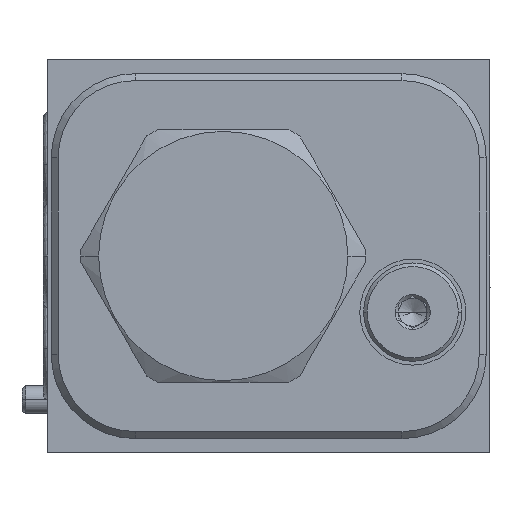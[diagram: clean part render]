
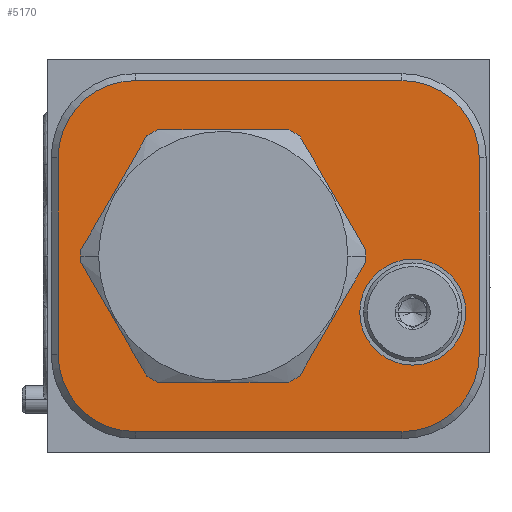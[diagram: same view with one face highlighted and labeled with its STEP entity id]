
A CAD part, front view. The second image highlights one B-rep face of the part: STEP entity #5170.
In plain terms, the highlighted planar face has unit normal (0, -1, 0).
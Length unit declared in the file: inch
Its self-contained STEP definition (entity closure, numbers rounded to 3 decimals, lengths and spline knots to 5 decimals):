
#915=CARTESIAN_POINT('',(0.781,-5.5,0.875));
#916=DIRECTION('',(0.,1.,0.));
#917=DIRECTION('',(0.,0.,-1.));
#918=AXIS2_PLACEMENT_3D('',#915,#916,#917);
#920=CARTESIAN_POINT('',(0.781,-5.5,0.875));
#921=DIRECTION('',(0.,1.,0.));
#922=DIRECTION('',(0.,0.,1.));
#923=AXIS2_PLACEMENT_3D('',#920,#921,#922);
#925=CARTESIAN_POINT('',(1.625,-5.5,0.625));
#926=DIRECTION('',(0.,1.,0.));
#927=DIRECTION('',(0.,0.,-1.));
#928=AXIS2_PLACEMENT_3D('',#925,#926,#927);
#930=CARTESIAN_POINT('',(1.625,-5.5,0.625));
#931=DIRECTION('',(0.,1.,0.));
#932=DIRECTION('',(0.,0.,1.));
#933=AXIS2_PLACEMENT_3D('',#930,#931,#932);
#2740=CARTESIAN_POINT('',(1.577,-5.5,0.437));
#2741=DIRECTION('',(0.,1.,0.));
#2742=DIRECTION('',(1.,0.,0.));
#2743=AXIS2_PLACEMENT_3D('',#2740,#2741,#2742);
#2754=DIRECTION('',(0.,0.,-1.));
#2755=VECTOR('',#2754,0.875);
#2756=CARTESIAN_POINT('',(1.921,-5.5,1.312));
#2757=LINE('',#2756,#2755);
#2766=CARTESIAN_POINT('',(1.577,-5.5,1.312));
#2767=DIRECTION('',(0.,1.,0.));
#2768=DIRECTION('',(0.,0.,1.));
#2769=AXIS2_PLACEMENT_3D('',#2766,#2767,#2768);
#2780=DIRECTION('',(1.,0.,0.));
#2781=VECTOR('',#2780,1.187);
#2782=CARTESIAN_POINT('',(0.39,-5.5,1.656));
#2783=LINE('',#2782,#2781);
#2792=CARTESIAN_POINT('',(0.39,-5.5,1.312));
#2793=DIRECTION('',(0.,1.,0.));
#2794=DIRECTION('',(-1.,0.,0.));
#2795=AXIS2_PLACEMENT_3D('',#2792,#2793,#2794);
#2806=DIRECTION('',(0.,0.,1.));
#2807=VECTOR('',#2806,0.875);
#2808=CARTESIAN_POINT('',(0.046,-5.5,0.437));
#2809=LINE('',#2808,#2807);
#2814=CARTESIAN_POINT('',(0.39,-5.5,0.437));
#2815=DIRECTION('',(0.,1.,0.));
#2816=DIRECTION('',(0.,0.,-1.));
#2817=AXIS2_PLACEMENT_3D('',#2814,#2815,#2816);
#2832=DIRECTION('',(-1.,0.,0.));
#2833=VECTOR('',#2832,1.187);
#2834=CARTESIAN_POINT('',(1.577,-5.5,0.093));
#2835=LINE('',#2834,#2833);
#3849=CARTESIAN_POINT('',(0.781,-5.5,0.335));
#3850=CARTESIAN_POINT('',(0.781,-5.5,1.415));
#3851=VERTEX_POINT('',#3849);
#3852=VERTEX_POINT('',#3850);
#3885=CARTESIAN_POINT('',(1.625,-5.5,0.389));
#3886=CARTESIAN_POINT('',(1.625,-5.5,0.861));
#3887=VERTEX_POINT('',#3885);
#3888=VERTEX_POINT('',#3886);
#3924=CARTESIAN_POINT('',(0.046,-5.5,0.437));
#3925=CARTESIAN_POINT('',(0.046,-5.5,1.312));
#3926=VERTEX_POINT('',#3924);
#3927=VERTEX_POINT('',#3925);
#3932=CARTESIAN_POINT('',(0.39,-5.5,1.656));
#3933=VERTEX_POINT('',#3932);
#3936=CARTESIAN_POINT('',(1.577,-5.5,1.656));
#3937=VERTEX_POINT('',#3936);
#3940=CARTESIAN_POINT('',(1.921,-5.5,1.312));
#3941=VERTEX_POINT('',#3940);
#3944=CARTESIAN_POINT('',(1.921,-5.5,0.437));
#3945=VERTEX_POINT('',#3944);
#3948=CARTESIAN_POINT('',(1.577,-5.5,0.093));
#3949=VERTEX_POINT('',#3948);
#3952=CARTESIAN_POINT('',(0.39,-5.5,0.093));
#3953=VERTEX_POINT('',#3952);
#5136=CARTESIAN_POINT('',(0.,-5.5,0.));
#5137=DIRECTION('',(0.,-1.,0.));
#5138=DIRECTION('',(1.,0.,0.));
#5139=AXIS2_PLACEMENT_3D('',#5136,#5137,#5138);
#5140=PLANE('',#5139);
#5142=ORIENTED_EDGE('',*,*,#5141,.T.);
#5144=ORIENTED_EDGE('',*,*,#5143,.T.);
#5146=ORIENTED_EDGE('',*,*,#5145,.T.);
#5148=ORIENTED_EDGE('',*,*,#5147,.T.);
#5150=ORIENTED_EDGE('',*,*,#5149,.T.);
#5152=ORIENTED_EDGE('',*,*,#5151,.T.);
#5154=ORIENTED_EDGE('',*,*,#5153,.T.);
#5156=ORIENTED_EDGE('',*,*,#5155,.T.);
#5157=EDGE_LOOP('',(#5142,#5144,#5146,#5148,#5150,#5152,#5154,#5156));
#5158=FACE_OUTER_BOUND('',#5157,.F.);
#5160=ORIENTED_EDGE('',*,*,#5159,.F.);
#5162=ORIENTED_EDGE('',*,*,#5161,.F.);
#5163=EDGE_LOOP('',(#5160,#5162));
#5164=FACE_BOUND('',#5163,.F.);
#5166=ORIENTED_EDGE('',*,*,#5165,.F.);
#5167=ORIENTED_EDGE('',*,*,#5126,.F.);
#5168=EDGE_LOOP('',(#5166,#5167));
#5169=FACE_BOUND('',#5168,.F.);
#5170=ADVANCED_FACE('',(#5158,#5164,#5169),#5140,.T.);
#919=CIRCLE('',#918,0.54);
#924=CIRCLE('',#923,0.54);
#929=CIRCLE('',#928,0.236);
#934=CIRCLE('',#933,0.236);
#2744=CIRCLE('',#2743,0.344);
#2770=CIRCLE('',#2769,0.344);
#2796=CIRCLE('',#2795,0.344);
#2818=CIRCLE('',#2817,0.344);
#5126=EDGE_CURVE('',#3852,#3851,#924,.T.);
#5141=EDGE_CURVE('',#3945,#3949,#2744,.T.);
#5143=EDGE_CURVE('',#3949,#3953,#2835,.T.);
#5145=EDGE_CURVE('',#3953,#3926,#2818,.T.);
#5147=EDGE_CURVE('',#3926,#3927,#2809,.T.);
#5149=EDGE_CURVE('',#3927,#3933,#2796,.T.);
#5151=EDGE_CURVE('',#3933,#3937,#2783,.T.);
#5153=EDGE_CURVE('',#3937,#3941,#2770,.T.);
#5155=EDGE_CURVE('',#3941,#3945,#2757,.T.);
#5159=EDGE_CURVE('',#3887,#3888,#929,.T.);
#5161=EDGE_CURVE('',#3888,#3887,#934,.T.);
#5165=EDGE_CURVE('',#3851,#3852,#919,.T.);
